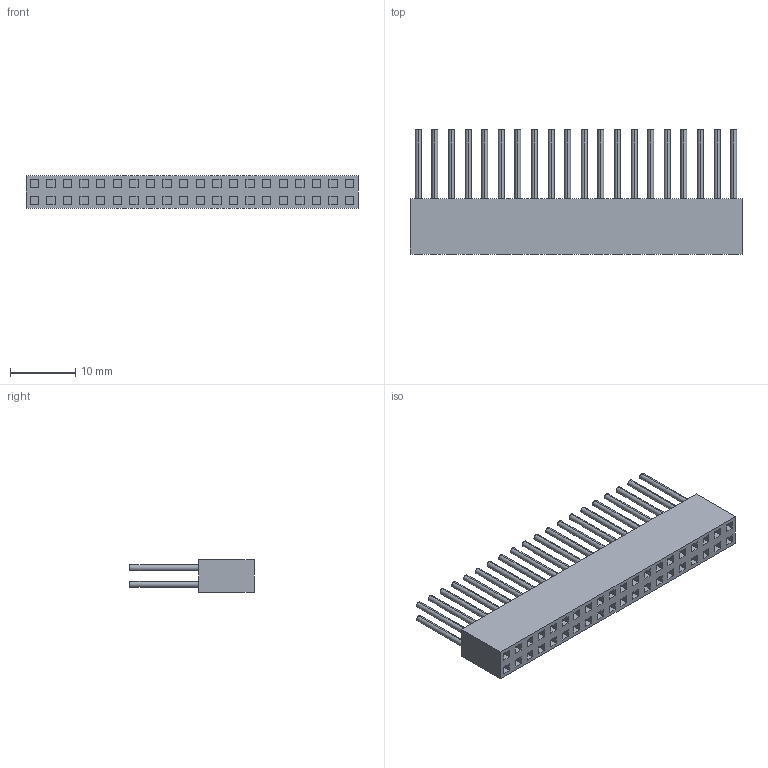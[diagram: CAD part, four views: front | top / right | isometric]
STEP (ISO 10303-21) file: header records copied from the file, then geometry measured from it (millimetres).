
FILE_DESCRIPTION (( 'STEP AP214' ), '1' );
FILE_NAME ('2223.STEP', '2022-07-07T00:08:38', ( '' ), ( '' ), 'SwSTEP 2.0', 'SolidWorks 2020', '' );
FILE_SCHEMA (( 'AUTOMOTIVE_DESIGN' ));
Length unit declared in the file: millimetre
Products named in the file (1): 2223
Bounding box: 50.8 x 19 x 5 mm (x, y, z)
Volume: 2103.4 mm3; surface area: 3659.7 mm2
Topology: 1 solids, 1 shells, 326 faces, 732 edges, 488 vertices
Faces by surface type: plane 246, cylinder 80
Entity records: 9070 total; most frequent: CARTESIAN_POINT 1547, DIRECTION 1546, ORIENTED_EDGE 1464, EDGE_CURVE 732, LINE 572, VECTOR 572, VERTEX_POINT 488, AXIS2_PLACEMENT_3D 487
